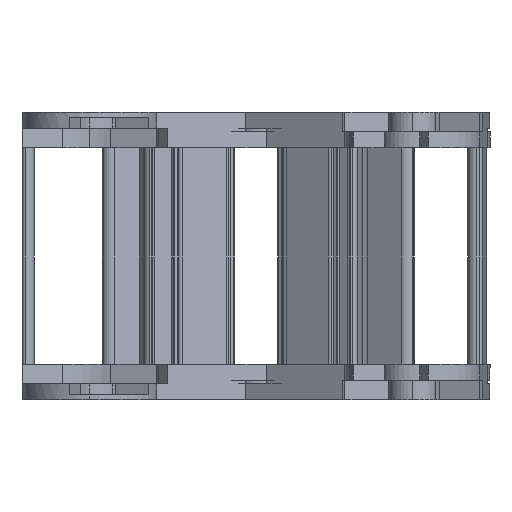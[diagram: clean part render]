
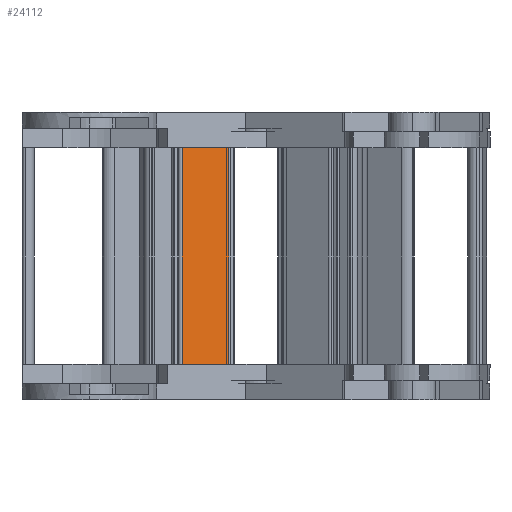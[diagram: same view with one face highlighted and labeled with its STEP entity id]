
A CAD part, left-side view. The second image highlights one B-rep face of the part: STEP entity #24112.
In plain terms, the highlighted planar face has unit normal (-0.875, -0.484, 0).
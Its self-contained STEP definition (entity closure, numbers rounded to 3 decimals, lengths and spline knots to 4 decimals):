
#391 = DIRECTION ( 'NONE',  ( 0., 0., -1. ) ) ;
#3443 = LINE ( 'NONE', #3810, #44208 ) ;
#3810 = CARTESIAN_POINT ( 'NONE',  ( -0.1534, -0.625, -1.4567 ) ) ;
#8714 = ORIENTED_EDGE ( 'NONE', *, *, #40340, .T. ) ;
#9216 = DIRECTION ( 'NONE',  ( -0.875, -0.485, 0. ) ) ;
#11586 = CARTESIAN_POINT ( 'NONE',  ( -0.1534, -0.625, 0. ) ) ;
#11681 = ORIENTED_EDGE ( 'NONE', *, *, #26407, .T. ) ;
#14241 = CARTESIAN_POINT ( 'NONE',  ( -0.1534, -0.625, 0. ) ) ;
#20920 = DIRECTION ( 'NONE',  ( 0., 0., 1. ) ) ;
#21182 = VERTEX_POINT ( 'NONE', #14241 ) ;
#24112 = ADVANCED_FACE ( 'NONE', ( #49540 ), #31598, .T. ) ;
#26407 = EDGE_CURVE ( 'NONE', #21182, #34043, #39982, .T. ) ;
#26921 = CARTESIAN_POINT ( 'NONE',  ( 0.0183, -0.935, 0. ) ) ;
#29894 = VECTOR ( 'NONE', #391, 39.3701 ) ;
#31598 = PLANE ( 'NONE',  #61687 ) ;
#32876 = VECTOR ( 'NONE', #20920, 39.3701 ) ;
#34043 = VERTEX_POINT ( 'NONE', #34845 ) ;
#34845 = CARTESIAN_POINT ( 'NONE',  ( -0.1534, -0.625, -1.4567 ) ) ;
#36494 = ORIENTED_EDGE ( 'NONE', *, *, #68633, .T. ) ;
#37341 = LINE ( 'NONE', #60147, #32876 ) ;
#37705 = LINE ( 'NONE', #72094, #73691 ) ;
#39982 = LINE ( 'NONE', #11586, #29894 ) ;
#40340 = EDGE_CURVE ( 'NONE', #34043, #72808, #3443, .T. ) ;
#44208 = VECTOR ( 'NONE', #54626, 39.3701 ) ;
#44351 = VERTEX_POINT ( 'NONE', #26921 ) ;
#49540 = FACE_OUTER_BOUND ( 'NONE', #63426, .T. ) ;
#54348 = CARTESIAN_POINT ( 'NONE',  ( 0.0183, -0.935, -1.4567 ) ) ;
#54415 = CARTESIAN_POINT ( 'NONE',  ( -0.1534, -0.625, 0. ) ) ;
#54626 = DIRECTION ( 'NONE',  ( 0.485, -0.875, 0. ) ) ;
#54801 = DIRECTION ( 'NONE',  ( 0., 0., -1. ) ) ;
#60147 = CARTESIAN_POINT ( 'NONE',  ( 0.0183, -0.935, 0. ) ) ;
#60529 = DIRECTION ( 'NONE',  ( -0.485, 0.875, 0. ) ) ;
#61687 = AXIS2_PLACEMENT_3D ( 'NONE', #54415, #9216, #54801 ) ;
#62487 = EDGE_CURVE ( 'NONE', #44351, #21182, #37705, .T. ) ;
#63426 = EDGE_LOOP ( 'NONE', ( #11681, #8714, #36494, #69830 ) ) ;
#68633 = EDGE_CURVE ( 'NONE', #72808, #44351, #37341, .T. ) ;
#69830 = ORIENTED_EDGE ( 'NONE', *, *, #62487, .T. ) ;
#72094 = CARTESIAN_POINT ( 'NONE',  ( -0.0676, -0.78, 0. ) ) ;
#72808 = VERTEX_POINT ( 'NONE', #54348 ) ;
#73691 = VECTOR ( 'NONE', #60529, 39.3701 ) ;
